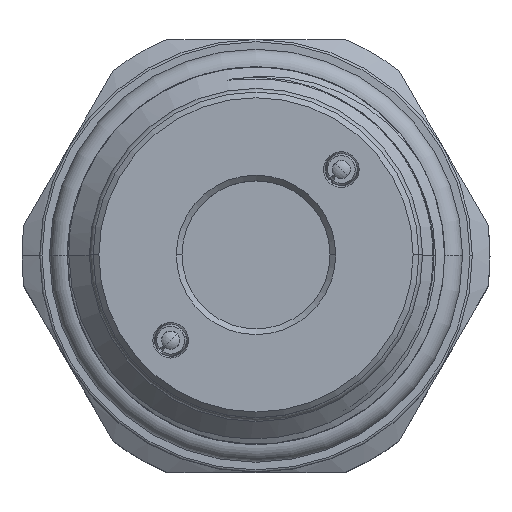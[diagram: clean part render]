
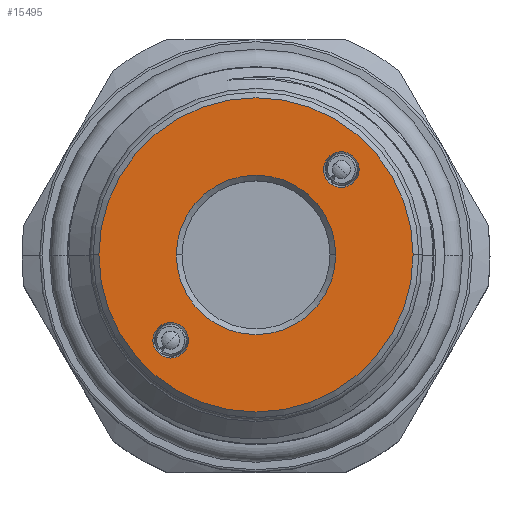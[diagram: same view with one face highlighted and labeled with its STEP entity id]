
A CAD part, top view. The second image highlights one B-rep face of the part: STEP entity #15495.
In plain terms, the highlighted planar face has unit normal (0, 0, 1).
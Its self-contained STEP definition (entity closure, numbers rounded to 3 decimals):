
#505 = DIRECTION ( 'NONE',  ( 0., -1., 0. ) ) ;
#683 = DIRECTION ( 'NONE',  ( 0., 0., 1. ) ) ;
#691 = DIRECTION ( 'NONE',  ( 0., 0., -1. ) ) ;
#780 = DIRECTION ( 'NONE',  ( 0., 0., -1. ) ) ;
#1063 = CARTESIAN_POINT ( 'NONE',  ( 0., 0., 0. ) ) ;
#1107 = VERTEX_POINT ( 'NONE', #16319 ) ;
#1526 = CIRCLE ( 'NONE', #14488, 7. ) ;
#1575 = CARTESIAN_POINT ( 'NONE',  ( 13.8, 0., 0. ) ) ;
#1597 = CIRCLE ( 'NONE', #3272, 13.8 ) ;
#2132 = DIRECTION ( 'NONE',  ( 0., 1., 0. ) ) ;
#2180 = EDGE_CURVE ( 'NONE', #3710, #17834, #9169, .T. ) ;
#2884 = PLANE ( 'NONE',  #3228 ) ;
#3228 = AXIS2_PLACEMENT_3D ( 'NONE', #5747, #5691, #14136 ) ;
#3272 = AXIS2_PLACEMENT_3D ( 'NONE', #11723, #12270, #3749 ) ;
#3416 = AXIS2_PLACEMENT_3D ( 'NONE', #3418, #5026, #2132 ) ;
#3418 = CARTESIAN_POINT ( 'NONE',  ( 7.495, 7.495, 0. ) ) ;
#3513 = EDGE_LOOP ( 'NONE', ( #15612, #12186 ) ) ;
#3710 = VERTEX_POINT ( 'NONE', #6890 ) ;
#3749 = DIRECTION ( 'NONE',  ( 1., 0., 0. ) ) ;
#3845 = ORIENTED_EDGE ( 'NONE', *, *, #8421, .T. ) ;
#4236 = DIRECTION ( 'NONE',  ( 0., 0., -1. ) ) ;
#4454 = VERTEX_POINT ( 'NONE', #12956 ) ;
#4855 = CARTESIAN_POINT ( 'NONE',  ( 7.495, 5.935, 0. ) ) ;
#4912 = EDGE_CURVE ( 'NONE', #10192, #7704, #1526, .T. ) ;
#5026 = DIRECTION ( 'NONE',  ( 0., 0., -1. ) ) ;
#5421 = VERTEX_POINT ( 'NONE', #7770 ) ;
#5453 = EDGE_CURVE ( 'NONE', #1107, #5421, #10838, .T. ) ;
#5691 = DIRECTION ( 'NONE',  ( 0., 0., 1. ) ) ;
#5747 = CARTESIAN_POINT ( 'NONE',  ( 0., 0., 0. ) ) ;
#6292 = DIRECTION ( 'NONE',  ( 0., -1., 0. ) ) ;
#6397 = DIRECTION ( 'NONE',  ( 1., 0., 0. ) ) ;
#6615 = ORIENTED_EDGE ( 'NONE', *, *, #18151, .T. ) ;
#6890 = CARTESIAN_POINT ( 'NONE',  ( 7.495, 9.056, 0. ) ) ;
#7117 = CARTESIAN_POINT ( 'NONE',  ( 7.495, 7.495, 0. ) ) ;
#7553 = CARTESIAN_POINT ( 'NONE',  ( 7., 0., 0. ) ) ;
#7662 = AXIS2_PLACEMENT_3D ( 'NONE', #7117, #8605, #12524 ) ;
#7704 = VERTEX_POINT ( 'NONE', #13147 ) ;
#7770 = CARTESIAN_POINT ( 'NONE',  ( -7.495, -9.056, 0. ) ) ;
#8083 = EDGE_LOOP ( 'NONE', ( #13217, #3845 ) ) ;
#8223 = CIRCLE ( 'NONE', #3416, 1.561 ) ;
#8421 = EDGE_CURVE ( 'NONE', #5421, #1107, #15136, .T. ) ;
#8605 = DIRECTION ( 'NONE',  ( 0., 0., -1. ) ) ;
#8705 = FACE_BOUND ( 'NONE', #14734, .T. ) ;
#8931 = FACE_BOUND ( 'NONE', #3513, .T. ) ;
#9126 = ORIENTED_EDGE ( 'NONE', *, *, #4912, .T. ) ;
#9169 = CIRCLE ( 'NONE', #7662, 1.561 ) ;
#9214 = CARTESIAN_POINT ( 'NONE',  ( -7.495, -7.495, 0. ) ) ;
#10067 = AXIS2_PLACEMENT_3D ( 'NONE', #9214, #780, #6292 ) ;
#10192 = VERTEX_POINT ( 'NONE', #7553 ) ;
#10261 = EDGE_CURVE ( 'NONE', #12729, #4454, #1597, .T. ) ;
#10492 = DIRECTION ( 'NONE',  ( 1., 0., 0. ) ) ;
#10789 = EDGE_LOOP ( 'NONE', ( #6615, #15185 ) ) ;
#10815 = EDGE_CURVE ( 'NONE', #17834, #3710, #8223, .T. ) ;
#10838 = CIRCLE ( 'NONE', #10067, 1.561 ) ;
#10870 = DIRECTION ( 'NONE',  ( 0., 0., -1. ) ) ;
#11723 = CARTESIAN_POINT ( 'NONE',  ( 0., 0., 0. ) ) ;
#11727 = CARTESIAN_POINT ( 'NONE',  ( -7.495, -7.495, 0. ) ) ;
#12006 = FACE_OUTER_BOUND ( 'NONE', #10789, .T. ) ;
#12158 = CIRCLE ( 'NONE', #17856, 13.8 ) ;
#12186 = ORIENTED_EDGE ( 'NONE', *, *, #2180, .T. ) ;
#12257 = CARTESIAN_POINT ( 'NONE',  ( 0., 0., 0. ) ) ;
#12270 = DIRECTION ( 'NONE',  ( 0., 0., 1. ) ) ;
#12524 = DIRECTION ( 'NONE',  ( 0., 1., 0. ) ) ;
#12729 = VERTEX_POINT ( 'NONE', #1575 ) ;
#12956 = CARTESIAN_POINT ( 'NONE',  ( -13.8, 0., 0. ) ) ;
#13147 = CARTESIAN_POINT ( 'NONE',  ( -7., 0., 0. ) ) ;
#13217 = ORIENTED_EDGE ( 'NONE', *, *, #5453, .T. ) ;
#13778 = DIRECTION ( 'NONE',  ( 1., 0., 0. ) ) ;
#14136 = DIRECTION ( 'NONE',  ( 1., 0., 0. ) ) ;
#14395 = CIRCLE ( 'NONE', #15090, 7. ) ;
#14488 = AXIS2_PLACEMENT_3D ( 'NONE', #1063, #10870, #6397 ) ;
#14734 = EDGE_LOOP ( 'NONE', ( #9126, #15052 ) ) ;
#15046 = FACE_BOUND ( 'NONE', #8083, .T. ) ;
#15052 = ORIENTED_EDGE ( 'NONE', *, *, #15309, .T. ) ;
#15090 = AXIS2_PLACEMENT_3D ( 'NONE', #12257, #4236, #13778 ) ;
#15136 = CIRCLE ( 'NONE', #16068, 1.561 ) ;
#15185 = ORIENTED_EDGE ( 'NONE', *, *, #10261, .T. ) ;
#15309 = EDGE_CURVE ( 'NONE', #7704, #10192, #14395, .T. ) ;
#15495 = ADVANCED_FACE ( 'NONE', ( #8931, #8705, #12006, #15046 ), #2884, .T. ) ;
#15612 = ORIENTED_EDGE ( 'NONE', *, *, #10815, .T. ) ;
#16068 = AXIS2_PLACEMENT_3D ( 'NONE', #11727, #691, #505 ) ;
#16319 = CARTESIAN_POINT ( 'NONE',  ( -7.495, -5.935, 0. ) ) ;
#17834 = VERTEX_POINT ( 'NONE', #4855 ) ;
#17835 = CARTESIAN_POINT ( 'NONE',  ( 0., 0., 0. ) ) ;
#17856 = AXIS2_PLACEMENT_3D ( 'NONE', #17835, #683, #10492 ) ;
#18151 = EDGE_CURVE ( 'NONE', #4454, #12729, #12158, .T. ) ;
